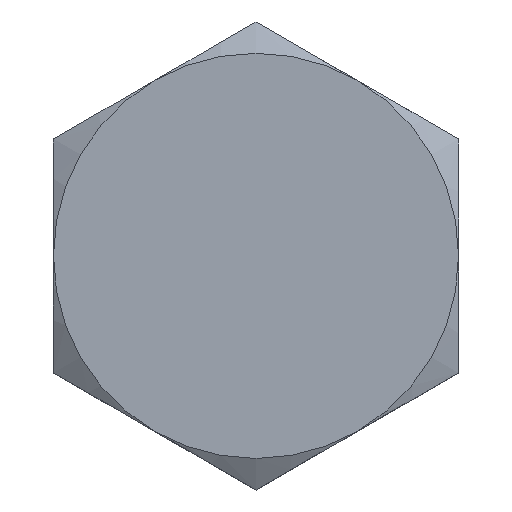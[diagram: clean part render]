
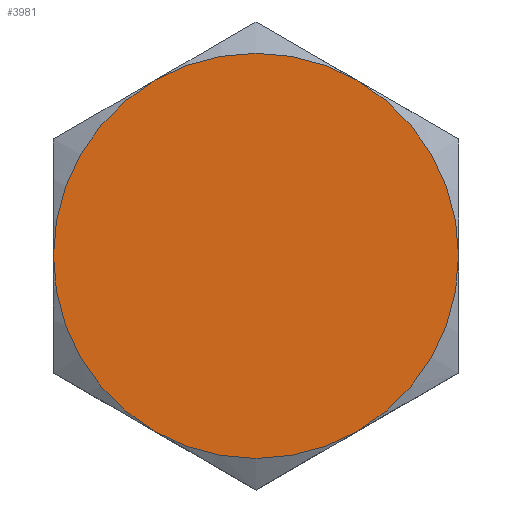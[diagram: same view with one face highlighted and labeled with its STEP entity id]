
A CAD part, top view. The second image highlights one B-rep face of the part: STEP entity #3981.
In plain terms, the highlighted planar face has unit normal (0, 0, 1).
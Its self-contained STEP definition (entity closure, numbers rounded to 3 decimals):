
#174=CARTESIAN_POINT('',(-5.556,0.,3.969));
#190=CARTESIAN_POINT('',(0.,0.,3.969));
#191=DIRECTION('',(0.,0.,-1.));
#192=DIRECTION('',(-1.,0.,0.));
#193=AXIS2_PLACEMENT_3D('',#190,#191,#192);
#195=CARTESIAN_POINT('',(0.,0.,3.969));
#196=DIRECTION('',(0.,0.,-1.));
#197=DIRECTION('',(-0.5,0.866,0.));
#198=AXIS2_PLACEMENT_3D('',#195,#196,#197);
#200=CARTESIAN_POINT('',(0.,0.,3.969));
#201=DIRECTION('',(0.,0.,-1.));
#202=DIRECTION('',(0.5,0.866,0.));
#203=AXIS2_PLACEMENT_3D('',#200,#201,#202);
#205=CARTESIAN_POINT('',(0.,0.,3.969));
#206=DIRECTION('',(0.,0.,-1.));
#207=DIRECTION('',(1.,0.,0.));
#208=AXIS2_PLACEMENT_3D('',#205,#206,#207);
#210=CARTESIAN_POINT('',(0.,0.,3.969));
#211=DIRECTION('',(0.,0.,-1.));
#212=DIRECTION('',(0.5,-0.866,0.));
#213=AXIS2_PLACEMENT_3D('',#210,#211,#212);
#215=CARTESIAN_POINT('',(0.,0.,3.969));
#216=DIRECTION('',(0.,0.,-1.));
#217=DIRECTION('',(-0.5,-0.866,0.));
#218=AXIS2_PLACEMENT_3D('',#215,#216,#217);
#228=CARTESIAN_POINT('',(-2.778,4.812,3.969));
#244=CARTESIAN_POINT('',(2.778,4.812,3.969));
#260=CARTESIAN_POINT('',(5.556,0.,3.969));
#276=CARTESIAN_POINT('',(2.778,-4.812,3.969));
#292=CARTESIAN_POINT('',(-2.778,-4.812,3.969));
#3730=VERTEX_POINT('',#292);
#3733=VERTEX_POINT('',#276);
#3736=VERTEX_POINT('',#260);
#3739=VERTEX_POINT('',#244);
#3742=VERTEX_POINT('',#228);
#3744=VERTEX_POINT('',#174);
#3963=CARTESIAN_POINT('',(-5.556,9.624,3.969));
#3964=DIRECTION('',(0.,0.,-1.));
#3965=DIRECTION('',(-1.,0.,0.));
#3966=AXIS2_PLACEMENT_3D('',#3963,#3964,#3965);
#3967=PLANE('',#3966);
#3968=ORIENTED_EDGE('',*,*,#3958,.T.);
#3970=ORIENTED_EDGE('',*,*,#3969,.T.);
#3972=ORIENTED_EDGE('',*,*,#3971,.T.);
#3974=ORIENTED_EDGE('',*,*,#3973,.T.);
#3976=ORIENTED_EDGE('',*,*,#3975,.T.);
#3978=ORIENTED_EDGE('',*,*,#3977,.T.);
#3979=EDGE_LOOP('',(#3968,#3970,#3972,#3974,#3976,#3978));
#3980=FACE_OUTER_BOUND('',#3979,.F.);
#3981=ADVANCED_FACE('',(#3980),#3967,.F.);
#194=CIRCLE('',#193,5.556);
#199=CIRCLE('',#198,5.556);
#204=CIRCLE('',#203,5.556);
#209=CIRCLE('',#208,5.556);
#214=CIRCLE('',#213,5.556);
#219=CIRCLE('',#218,5.556);
#3958=EDGE_CURVE('',#3744,#3742,#194,.T.);
#3969=EDGE_CURVE('',#3742,#3739,#199,.T.);
#3971=EDGE_CURVE('',#3739,#3736,#204,.T.);
#3973=EDGE_CURVE('',#3736,#3733,#209,.T.);
#3975=EDGE_CURVE('',#3733,#3730,#214,.T.);
#3977=EDGE_CURVE('',#3730,#3744,#219,.T.);
